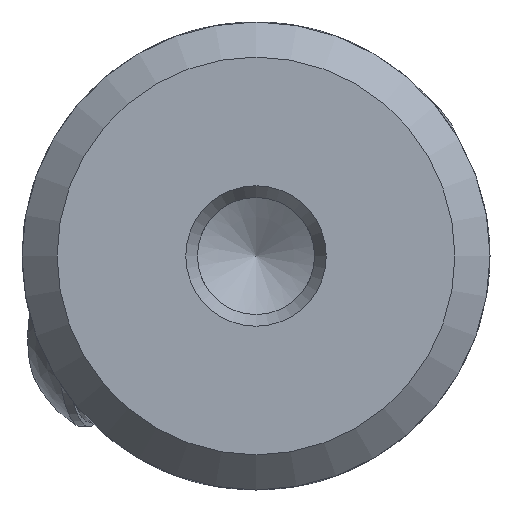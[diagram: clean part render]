
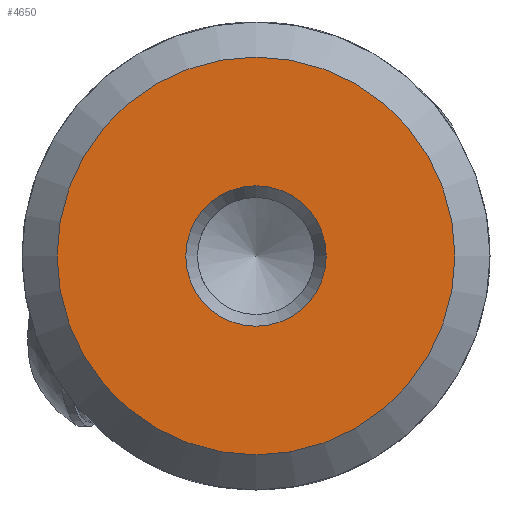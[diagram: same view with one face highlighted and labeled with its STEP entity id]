
A CAD part, left-side view. The second image highlights one B-rep face of the part: STEP entity #4650.
In plain terms, the highlighted planar face has unit normal (-1, 0, 0).
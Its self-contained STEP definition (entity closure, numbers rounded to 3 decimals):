
#12 = CIRCLE ( 'NONE', #5687, 3. ) ;
#119 = DIRECTION ( 'NONE',  ( 0., 0., 1. ) ) ;
#583 = DIRECTION ( 'NONE',  ( 1., 0., 0. ) ) ;
#642 = CIRCLE ( 'NONE', #894, 8.5 ) ;
#858 = CARTESIAN_POINT ( 'NONE',  ( 0., 0., 8.5 ) ) ;
#894 = AXIS2_PLACEMENT_3D ( 'NONE', #7494, #4433, #119 ) ;
#1174 = EDGE_CURVE ( 'NONE', #7057, #7057, #12, .T. ) ;
#1703 = VERTEX_POINT ( 'NONE', #858 ) ;
#1835 = CARTESIAN_POINT ( 'NONE',  ( 0., 0., 3. ) ) ;
#2205 = ORIENTED_EDGE ( 'NONE', *, *, #1174, .F. ) ;
#2764 = DIRECTION ( 'NONE',  ( -1., 0., 0. ) ) ;
#2994 = PLANE ( 'NONE',  #6523 ) ;
#4433 = DIRECTION ( 'NONE',  ( -1., 0., 0. ) ) ;
#4574 = DIRECTION ( 'NONE',  ( 0., 0., 1. ) ) ;
#4650 = ADVANCED_FACE ( 'NONE', ( #6818, #5444 ), #2994, .F. ) ;
#4909 = CARTESIAN_POINT ( 'NONE',  ( 0., 3., 0. ) ) ;
#4936 = DIRECTION ( 'NONE',  ( 0., 0., -1. ) ) ;
#5444 = FACE_OUTER_BOUND ( 'NONE', #6669, .T. ) ;
#5562 = ORIENTED_EDGE ( 'NONE', *, *, #6503, .T. ) ;
#5687 = AXIS2_PLACEMENT_3D ( 'NONE', #6399, #2764, #4574 ) ;
#6399 = CARTESIAN_POINT ( 'NONE',  ( 0., 0., 0. ) ) ;
#6406 = EDGE_LOOP ( 'NONE', ( #2205 ) ) ;
#6503 = EDGE_CURVE ( 'NONE', #1703, #1703, #642, .T. ) ;
#6523 = AXIS2_PLACEMENT_3D ( 'NONE', #4909, #583, #4936 ) ;
#6669 = EDGE_LOOP ( 'NONE', ( #5562 ) ) ;
#6818 = FACE_BOUND ( 'NONE', #6406, .T. ) ;
#7057 = VERTEX_POINT ( 'NONE', #1835 ) ;
#7494 = CARTESIAN_POINT ( 'NONE',  ( 0., 0., 0. ) ) ;
